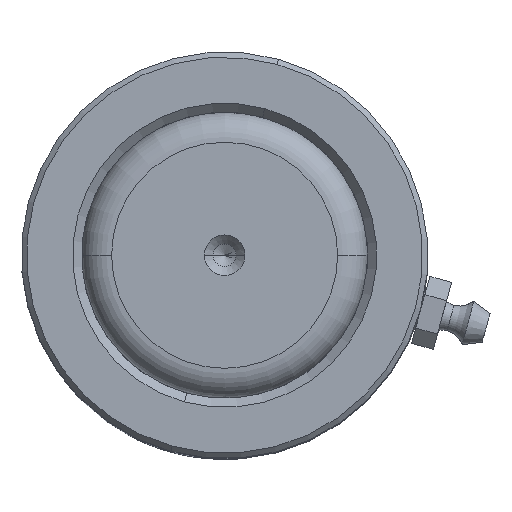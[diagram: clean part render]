
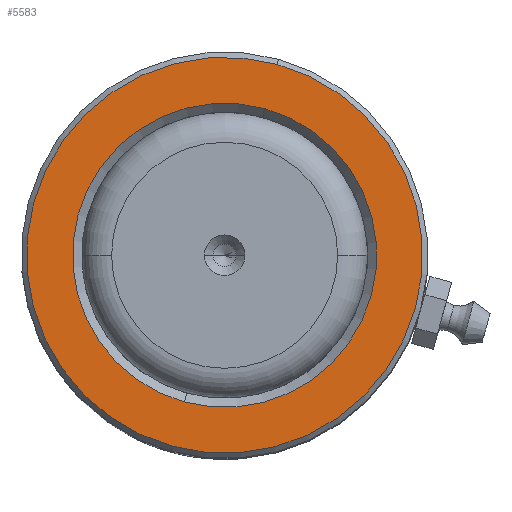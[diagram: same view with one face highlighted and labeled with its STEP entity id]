
A CAD part, top view. The second image highlights one B-rep face of the part: STEP entity #5583.
In plain terms, the highlighted planar face has unit normal (0, 0, 1).
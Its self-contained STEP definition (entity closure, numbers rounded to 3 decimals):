
#115 = EDGE_LOOP ( 'NONE', ( #4104, #3595 ) ) ;
#246 = EDGE_CURVE ( 'NONE', #2815, #8731, #2366, .T. ) ;
#491 = DIRECTION ( 'NONE',  ( 0., 0., 1. ) ) ;
#757 = DIRECTION ( 'NONE',  ( 1., 0., 0. ) ) ;
#961 = CIRCLE ( 'NONE', #2587, 26.3 ) ;
#1078 = CARTESIAN_POINT ( 'NONE',  ( 0., 0., 80. ) ) ;
#1699 = FACE_BOUND ( 'NONE', #115, .T. ) ;
#1746 = CARTESIAN_POINT ( 'NONE',  ( -20.2, 0., 80. ) ) ;
#2366 = CIRCLE ( 'NONE', #3797, 26.3 ) ;
#2575 = DIRECTION ( 'NONE',  ( 1., 0., 0. ) ) ;
#2587 = AXIS2_PLACEMENT_3D ( 'NONE', #1078, #8617, #3816 ) ;
#2815 = VERTEX_POINT ( 'NONE', #5442 ) ;
#3595 = ORIENTED_EDGE ( 'NONE', *, *, #7688, .T. ) ;
#3726 = EDGE_CURVE ( 'NONE', #8731, #2815, #961, .T. ) ;
#3797 = AXIS2_PLACEMENT_3D ( 'NONE', #4619, #491, #2575 ) ;
#3816 = DIRECTION ( 'NONE',  ( 1., 0., 0. ) ) ;
#3902 = EDGE_LOOP ( 'NONE', ( #7288, #4239 ) ) ;
#4104 = ORIENTED_EDGE ( 'NONE', *, *, #6233, .T. ) ;
#4193 = AXIS2_PLACEMENT_3D ( 'NONE', #5281, #7985, #8652 ) ;
#4239 = ORIENTED_EDGE ( 'NONE', *, *, #246, .T. ) ;
#4619 = CARTESIAN_POINT ( 'NONE',  ( 0., 0., 80. ) ) ;
#5265 = CARTESIAN_POINT ( 'NONE',  ( -26.3, 0., 80. ) ) ;
#5281 = CARTESIAN_POINT ( 'NONE',  ( 0., 0., 80. ) ) ;
#5442 = CARTESIAN_POINT ( 'NONE',  ( 26.3, 0., 80. ) ) ;
#5583 = ADVANCED_FACE ( 'NONE', ( #8082, #1699 ), #7517, .T. ) ;
#6089 = CIRCLE ( 'NONE', #4193, 20.2 ) ;
#6104 = CIRCLE ( 'NONE', #7543, 20.2 ) ;
#6233 = EDGE_CURVE ( 'NONE', #8214, #6676, #6104, .T. ) ;
#6450 = CARTESIAN_POINT ( 'NONE',  ( 20.2, 0., 80. ) ) ;
#6676 = VERTEX_POINT ( 'NONE', #1746 ) ;
#6787 = AXIS2_PLACEMENT_3D ( 'NONE', #8195, #8863, #6788 ) ;
#6788 = DIRECTION ( 'NONE',  ( 1., 0., 0. ) ) ;
#7288 = ORIENTED_EDGE ( 'NONE', *, *, #3726, .T. ) ;
#7517 = PLANE ( 'NONE',  #6787 ) ;
#7543 = AXIS2_PLACEMENT_3D ( 'NONE', #8277, #8307, #757 ) ;
#7688 = EDGE_CURVE ( 'NONE', #6676, #8214, #6089, .T. ) ;
#7985 = DIRECTION ( 'NONE',  ( 0., 0., -1. ) ) ;
#8082 = FACE_OUTER_BOUND ( 'NONE', #3902, .T. ) ;
#8195 = CARTESIAN_POINT ( 'NONE',  ( 0., 0., 80. ) ) ;
#8214 = VERTEX_POINT ( 'NONE', #6450 ) ;
#8277 = CARTESIAN_POINT ( 'NONE',  ( 0., 0., 80. ) ) ;
#8307 = DIRECTION ( 'NONE',  ( 0., 0., -1. ) ) ;
#8617 = DIRECTION ( 'NONE',  ( 0., 0., 1. ) ) ;
#8652 = DIRECTION ( 'NONE',  ( 1., 0., 0. ) ) ;
#8731 = VERTEX_POINT ( 'NONE', #5265 ) ;
#8863 = DIRECTION ( 'NONE',  ( 0., 0., 1. ) ) ;
